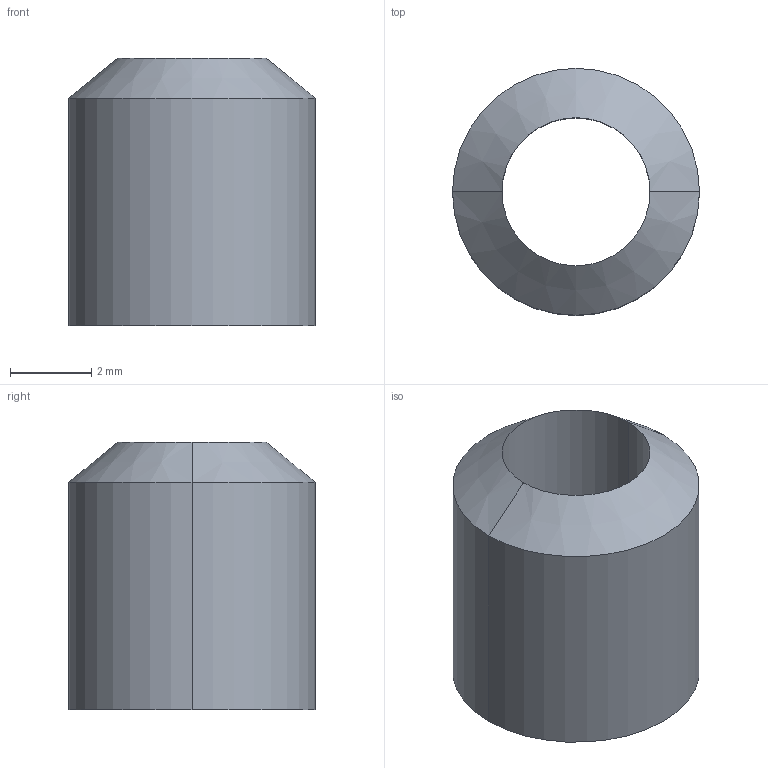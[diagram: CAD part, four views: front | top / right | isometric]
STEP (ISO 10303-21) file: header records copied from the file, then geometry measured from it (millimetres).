
FILE_DESCRIPTION (( 'STEP AP203' ), '1' );
FILE_NAME ('A1429-5-C.STEP', '2013-11-12T13:43:21', ( '' ), ( '' ), 'SwSTEP 2.0', 'SolidWorks 2012', '' );
FILE_SCHEMA (( 'CONFIG_CONTROL_DESIGN' ));
Length unit declared in the file: inch
Products named in the file (1): A1429-5-C
Bounding box: 6.1 x 6.1 x 6.6 mm (x, y, z)
Volume: 106.8 mm3; surface area: 220.7 mm2
Topology: 1 solids, 1 shells, 8 faces, 16 edges, 8 vertices
Faces by surface type: cone 4, cylinder 4
Entity records: 287 total; most frequent: DIRECTION 42, CARTESIAN_POINT 33, ORIENTED_EDGE 32, AXIS2_PLACEMENT_3D 17, EDGE_CURVE 16, ADVANCED_FACE 8, VERTEX_POINT 8, EDGE_LOOP 8
